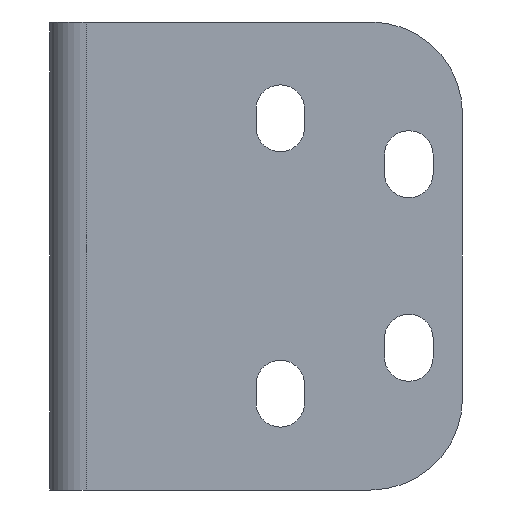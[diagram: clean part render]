
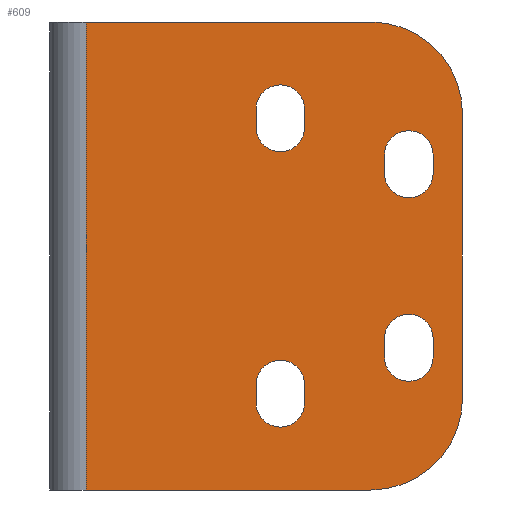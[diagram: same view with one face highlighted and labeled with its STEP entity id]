
A CAD part, front view. The second image highlights one B-rep face of the part: STEP entity #609.
In plain terms, the highlighted planar face has unit normal (0, -1, 0).
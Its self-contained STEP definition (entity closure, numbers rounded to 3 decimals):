
#26=DIRECTION('',(1.,0.,0.));
#27=VECTOR('',#26,31.);
#28=CARTESIAN_POINT('',(4.,0.,-25.5));
#29=LINE('',#28,#27);
#30=CARTESIAN_POINT('',(39.15,0.,-11.));
#31=DIRECTION('',(0.,1.,0.));
#32=DIRECTION('',(1.,0.,0.));
#33=AXIS2_PLACEMENT_3D('',#30,#31,#32);
#35=DIRECTION('',(0.,0.,-1.));
#36=VECTOR('',#35,2.);
#37=CARTESIAN_POINT('',(41.8,0.,-9.));
#38=LINE('',#37,#36);
#39=CARTESIAN_POINT('',(39.15,0.,-9.));
#40=DIRECTION('',(0.,1.,0.));
#41=DIRECTION('',(-1.,0.,0.));
#42=AXIS2_PLACEMENT_3D('',#39,#40,#41);
#44=DIRECTION('',(0.,0.,1.));
#45=VECTOR('',#44,2.);
#46=CARTESIAN_POINT('',(36.5,0.,-11.));
#47=LINE('',#46,#45);
#48=DIRECTION('',(0.,0.,-1.));
#49=VECTOR('',#48,2.);
#50=CARTESIAN_POINT('',(41.8,0.,11.));
#51=LINE('',#50,#49);
#52=CARTESIAN_POINT('',(39.15,0.,11.));
#53=DIRECTION('',(0.,1.,0.));
#54=DIRECTION('',(-1.,0.,0.));
#55=AXIS2_PLACEMENT_3D('',#52,#53,#54);
#57=DIRECTION('',(0.,0.,1.));
#58=VECTOR('',#57,2.);
#59=CARTESIAN_POINT('',(36.5,0.,9.));
#60=LINE('',#59,#58);
#61=CARTESIAN_POINT('',(39.15,0.,9.));
#62=DIRECTION('',(0.,1.,0.));
#63=DIRECTION('',(1.,0.,0.));
#64=AXIS2_PLACEMENT_3D('',#61,#62,#63);
#66=CARTESIAN_POINT('',(25.15,0.,-16.));
#67=DIRECTION('',(0.,1.,0.));
#68=DIRECTION('',(1.,0.,0.));
#69=AXIS2_PLACEMENT_3D('',#66,#67,#68);
#71=DIRECTION('',(0.,0.,-1.));
#72=VECTOR('',#71,2.);
#73=CARTESIAN_POINT('',(27.8,0.,-14.));
#74=LINE('',#73,#72);
#75=CARTESIAN_POINT('',(25.15,0.,-14.));
#76=DIRECTION('',(0.,1.,0.));
#77=DIRECTION('',(-1.,0.,0.));
#78=AXIS2_PLACEMENT_3D('',#75,#76,#77);
#80=DIRECTION('',(0.,0.,1.));
#81=VECTOR('',#80,2.);
#82=CARTESIAN_POINT('',(22.5,0.,-16.));
#83=LINE('',#82,#81);
#84=DIRECTION('',(0.,0.,-1.));
#85=VECTOR('',#84,2.);
#86=CARTESIAN_POINT('',(27.8,0.,16.));
#87=LINE('',#86,#85);
#88=CARTESIAN_POINT('',(25.15,0.,16.));
#89=DIRECTION('',(0.,1.,0.));
#90=DIRECTION('',(-1.,0.,0.));
#91=AXIS2_PLACEMENT_3D('',#88,#89,#90);
#93=DIRECTION('',(0.,0.,1.));
#94=VECTOR('',#93,2.);
#95=CARTESIAN_POINT('',(22.5,0.,14.));
#96=LINE('',#95,#94);
#97=CARTESIAN_POINT('',(25.15,0.,14.));
#98=DIRECTION('',(0.,1.,0.));
#99=DIRECTION('',(1.,0.,0.));
#100=AXIS2_PLACEMENT_3D('',#97,#98,#99);
#102=CARTESIAN_POINT('',(35.,0.,15.5));
#103=DIRECTION('',(0.,-1.,0.));
#104=DIRECTION('',(1.,0.,0.));
#105=AXIS2_PLACEMENT_3D('',#102,#103,#104);
#107=CARTESIAN_POINT('',(35.,0.,-15.5));
#108=DIRECTION('',(0.,-1.,0.));
#109=DIRECTION('',(0.,0.,-1.));
#110=AXIS2_PLACEMENT_3D('',#107,#108,#109);
#112=DIRECTION('',(0.,0.,-1.));
#113=VECTOR('',#112,51.);
#114=CARTESIAN_POINT('',(4.,0.,25.5));
#115=LINE('',#114,#113);
#278=DIRECTION('',(0.,0.,1.));
#279=VECTOR('',#278,31.);
#280=CARTESIAN_POINT('',(45.,0.,-15.5));
#281=LINE('',#280,#279);
#298=DIRECTION('',(1.,0.,0.));
#299=VECTOR('',#298,31.);
#300=CARTESIAN_POINT('',(4.,0.,25.5));
#301=LINE('',#300,#299);
#393=CARTESIAN_POINT('',(4.,0.,-25.5));
#395=VERTEX_POINT('',#393);
#399=CARTESIAN_POINT('',(4.,0.,25.5));
#400=VERTEX_POINT('',#399);
#409=CARTESIAN_POINT('',(41.8,0.,-11.));
#410=CARTESIAN_POINT('',(36.5,0.,-11.));
#411=VERTEX_POINT('',#409);
#412=VERTEX_POINT('',#410);
#413=CARTESIAN_POINT('',(36.5,0.,-9.));
#414=VERTEX_POINT('',#413);
#415=CARTESIAN_POINT('',(41.8,0.,-9.));
#416=VERTEX_POINT('',#415);
#417=CARTESIAN_POINT('',(41.8,0.,11.));
#418=CARTESIAN_POINT('',(41.8,0.,9.));
#419=VERTEX_POINT('',#417);
#420=VERTEX_POINT('',#418);
#421=CARTESIAN_POINT('',(36.5,0.,9.));
#422=VERTEX_POINT('',#421);
#423=CARTESIAN_POINT('',(36.5,0.,11.));
#424=VERTEX_POINT('',#423);
#461=CARTESIAN_POINT('',(45.,0.,15.5));
#462=VERTEX_POINT('',#461);
#463=CARTESIAN_POINT('',(35.,0.,25.5));
#464=VERTEX_POINT('',#463);
#465=CARTESIAN_POINT('',(35.,0.,-25.5));
#466=CARTESIAN_POINT('',(45.,0.,-15.5));
#467=VERTEX_POINT('',#465);
#468=VERTEX_POINT('',#466);
#481=CARTESIAN_POINT('',(27.8,0.,-16.));
#482=CARTESIAN_POINT('',(22.5,0.,-16.));
#483=VERTEX_POINT('',#481);
#484=VERTEX_POINT('',#482);
#485=CARTESIAN_POINT('',(22.5,0.,-14.));
#486=VERTEX_POINT('',#485);
#487=CARTESIAN_POINT('',(27.8,0.,-14.));
#488=VERTEX_POINT('',#487);
#489=CARTESIAN_POINT('',(27.8,0.,16.));
#490=CARTESIAN_POINT('',(27.8,0.,14.));
#491=VERTEX_POINT('',#489);
#492=VERTEX_POINT('',#490);
#493=CARTESIAN_POINT('',(22.5,0.,14.));
#494=VERTEX_POINT('',#493);
#495=CARTESIAN_POINT('',(22.5,0.,16.));
#496=VERTEX_POINT('',#495);
#552=CARTESIAN_POINT('',(0.,0.,-25.5));
#553=DIRECTION('',(0.,-1.,0.));
#554=DIRECTION('',(1.,0.,0.));
#555=AXIS2_PLACEMENT_3D('',#552,#553,#554);
#556=PLANE('',#555);
#558=ORIENTED_EDGE('',*,*,#557,.F.);
#560=ORIENTED_EDGE('',*,*,#559,.F.);
#561=ORIENTED_EDGE('',*,*,#542,.F.);
#562=ORIENTED_EDGE('',*,*,#532,.F.);
#564=ORIENTED_EDGE('',*,*,#563,.F.);
#566=ORIENTED_EDGE('',*,*,#565,.T.);
#567=EDGE_LOOP('',(#558,#560,#561,#562,#564,#566));
#568=FACE_OUTER_BOUND('',#567,.F.);
#570=ORIENTED_EDGE('',*,*,#569,.F.);
#572=ORIENTED_EDGE('',*,*,#571,.F.);
#574=ORIENTED_EDGE('',*,*,#573,.F.);
#576=ORIENTED_EDGE('',*,*,#575,.F.);
#577=EDGE_LOOP('',(#570,#572,#574,#576));
#578=FACE_BOUND('',#577,.F.);
#580=ORIENTED_EDGE('',*,*,#579,.F.);
#582=ORIENTED_EDGE('',*,*,#581,.F.);
#584=ORIENTED_EDGE('',*,*,#583,.F.);
#586=ORIENTED_EDGE('',*,*,#585,.F.);
#587=EDGE_LOOP('',(#580,#582,#584,#586));
#588=FACE_BOUND('',#587,.F.);
#590=ORIENTED_EDGE('',*,*,#589,.F.);
#592=ORIENTED_EDGE('',*,*,#591,.F.);
#594=ORIENTED_EDGE('',*,*,#593,.F.);
#596=ORIENTED_EDGE('',*,*,#595,.F.);
#597=EDGE_LOOP('',(#590,#592,#594,#596));
#598=FACE_BOUND('',#597,.F.);
#600=ORIENTED_EDGE('',*,*,#599,.F.);
#602=ORIENTED_EDGE('',*,*,#601,.F.);
#604=ORIENTED_EDGE('',*,*,#603,.F.);
#606=ORIENTED_EDGE('',*,*,#605,.F.);
#607=EDGE_LOOP('',(#600,#602,#604,#606));
#608=FACE_BOUND('',#607,.F.);
#609=ADVANCED_FACE('',(#568,#578,#588,#598,#608),#556,.T.);
#34=CIRCLE('',#33,2.65);
#43=CIRCLE('',#42,2.65);
#56=CIRCLE('',#55,2.65);
#65=CIRCLE('',#64,2.65);
#70=CIRCLE('',#69,2.65);
#79=CIRCLE('',#78,2.65);
#92=CIRCLE('',#91,2.65);
#101=CIRCLE('',#100,2.65);
#106=CIRCLE('',#105,10.);
#111=CIRCLE('',#110,10.);
#532=EDGE_CURVE('',#395,#467,#29,.T.);
#542=EDGE_CURVE('',#467,#468,#111,.T.);
#557=EDGE_CURVE('',#462,#464,#106,.T.);
#559=EDGE_CURVE('',#468,#462,#281,.T.);
#563=EDGE_CURVE('',#400,#395,#115,.T.);
#565=EDGE_CURVE('',#400,#464,#301,.T.);
#569=EDGE_CURVE('',#411,#412,#34,.T.);
#571=EDGE_CURVE('',#416,#411,#38,.T.);
#573=EDGE_CURVE('',#414,#416,#43,.T.);
#575=EDGE_CURVE('',#412,#414,#47,.T.);
#579=EDGE_CURVE('',#419,#420,#51,.T.);
#581=EDGE_CURVE('',#424,#419,#56,.T.);
#583=EDGE_CURVE('',#422,#424,#60,.T.);
#585=EDGE_CURVE('',#420,#422,#65,.T.);
#589=EDGE_CURVE('',#483,#484,#70,.T.);
#591=EDGE_CURVE('',#488,#483,#74,.T.);
#593=EDGE_CURVE('',#486,#488,#79,.T.);
#595=EDGE_CURVE('',#484,#486,#83,.T.);
#599=EDGE_CURVE('',#491,#492,#87,.T.);
#601=EDGE_CURVE('',#496,#491,#92,.T.);
#603=EDGE_CURVE('',#494,#496,#96,.T.);
#605=EDGE_CURVE('',#492,#494,#101,.T.);
